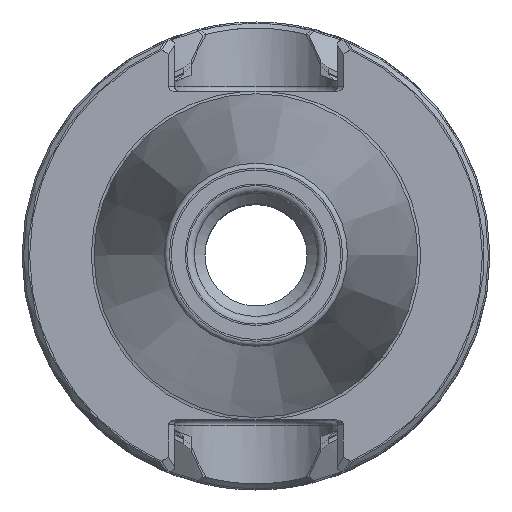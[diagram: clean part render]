
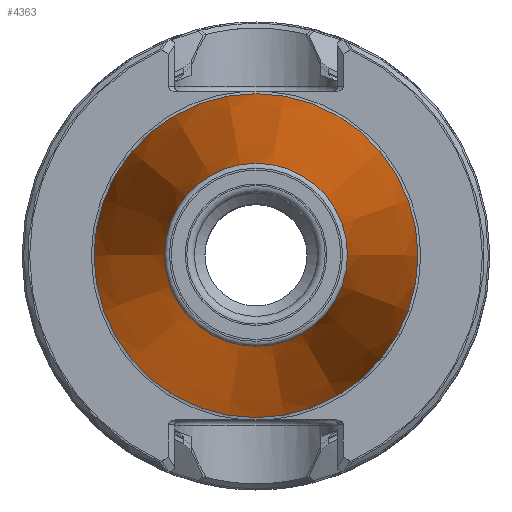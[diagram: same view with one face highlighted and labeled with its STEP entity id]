
A CAD part, top view. The second image highlights one B-rep face of the part: STEP entity #4363.
In plain terms, the highlighted conical face has half-angle 8.297 degrees and reference radius 9.058 mm.
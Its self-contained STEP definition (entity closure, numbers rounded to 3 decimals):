
#551=CONICAL_SURFACE('',#4682,9.058,0.145);
#1040=ORIENTED_EDGE('',*,*,#1643,.T.);
#1041=ORIENTED_EDGE('',*,*,#1642,.F.);
#1642=EDGE_CURVE('',#2001,#2001,#2218,.T.);
#1643=EDGE_CURVE('',#2002,#2002,#2219,.T.);
#2001=VERTEX_POINT('',#6491);
#2002=VERTEX_POINT('',#6494);
#2218=CIRCLE('',#4681,9.058);
#2219=CIRCLE('',#4683,16.025);
#2449=EDGE_LOOP('',(#1040));
#2450=EDGE_LOOP('',(#1041));
#2723=FACE_BOUND('',#2449,.T.);
#2724=FACE_BOUND('',#2450,.T.);
#4363=ADVANCED_FACE('',(#2723,#2724),#551,.T.);
#4681=AXIS2_PLACEMENT_3D('',#6490,#5341,#5342);
#4682=AXIS2_PLACEMENT_3D('',#6492,#5343,#5344);
#4683=AXIS2_PLACEMENT_3D('',#6493,#5345,#5346);
#5341=DIRECTION('',(0.,0.,1.));
#5342=DIRECTION('',(1.,0.,0.));
#5343=DIRECTION('',(0.,0.,-1.));
#5344=DIRECTION('',(-1.,0.,0.));
#5345=DIRECTION('',(0.,0.,1.));
#5346=DIRECTION('',(1.,0.,0.));
#6490=CARTESIAN_POINT('',(0.,0.,48.172));
#6491=CARTESIAN_POINT('',(9.058,0.,48.172));
#6492=CARTESIAN_POINT('',(0.,0.,48.172));
#6493=CARTESIAN_POINT('',(0.,0.,0.4));
#6494=CARTESIAN_POINT('',(16.025,0.,0.4));
